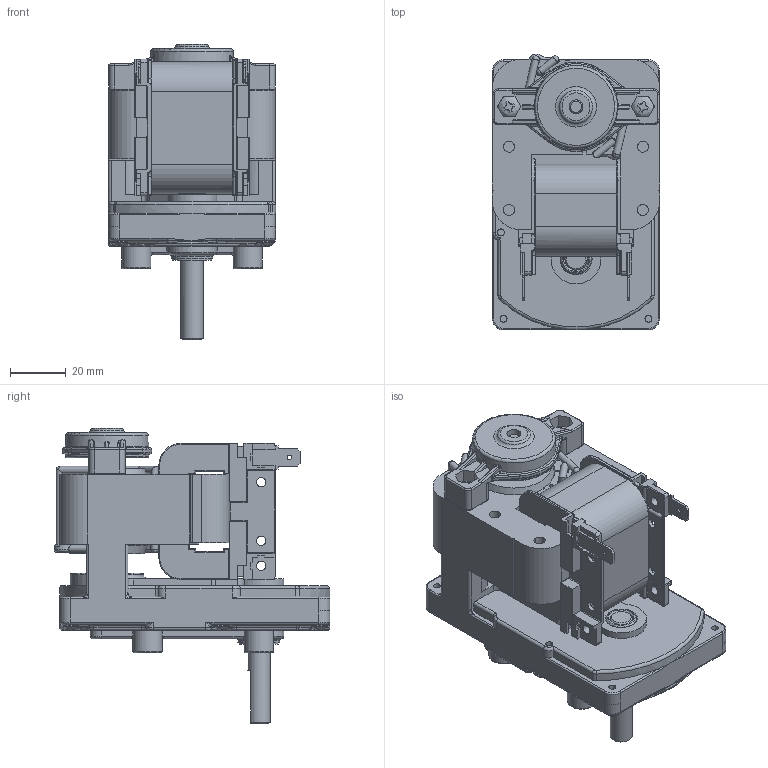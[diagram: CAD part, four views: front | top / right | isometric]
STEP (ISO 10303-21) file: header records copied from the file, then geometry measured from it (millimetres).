
FILE_DESCRIPTION((''),'2;1');
FILE_NAME('3D SERIES MOTOR ISG-3 TYPE.stp','2014-06-20T07:58:48',('jh-hong'),(''),'Autodesk Inventor 2011','Autodesk Inventor 2011','');
FILE_SCHEMA(('AUTOMOTIVE_DESIGN { 1 0 10303 214 1 1 1 1 }'));
Length unit declared in the file: millimetre
Products named in the file (1): 3D SERIES
Bounding box: 60 x 99.01 x 105.9 mm (x, y, z)
Volume: 236255.4 mm3; surface area: 66361.2 mm2
Topology: 2 solids, 16 shells, 1269 faces, 3241 edges, 1971 vertices
Faces by surface type: plane 566, cylinder 420, torus 140, bspline 101, cone 28, sphere 14
Full cylindrical faces by diameter (mm): 1.65 x2, 2.5 x6, 2.6 x14, 2.828 x2, 3 x6, 3.3 x2, 3.4 x8, 3.5 x6, 4 x8, 4.45 x1, 4.5 x2, 5 x2, 5.6 x6, 6 x3, 6.95 x4, 7 x4, 7.933 x2, 8 x3, 8.04 x2, 9 x1, 10.5 x5, 10.9 x1, 11 x1, 14 x1, 15 x1, 22.2 x1, 28.9 x1, 30 x1
Entity records: 42297 total; most frequent: CARTESIAN_POINT 12493, DIRECTION 6031, ORIENTED_EDGE 5988, EDGE_CURVE 2994, AXIS2_PLACEMENT_3D 2251, VERTEX_POINT 1921, VECTOR 1529, LINE 1529
